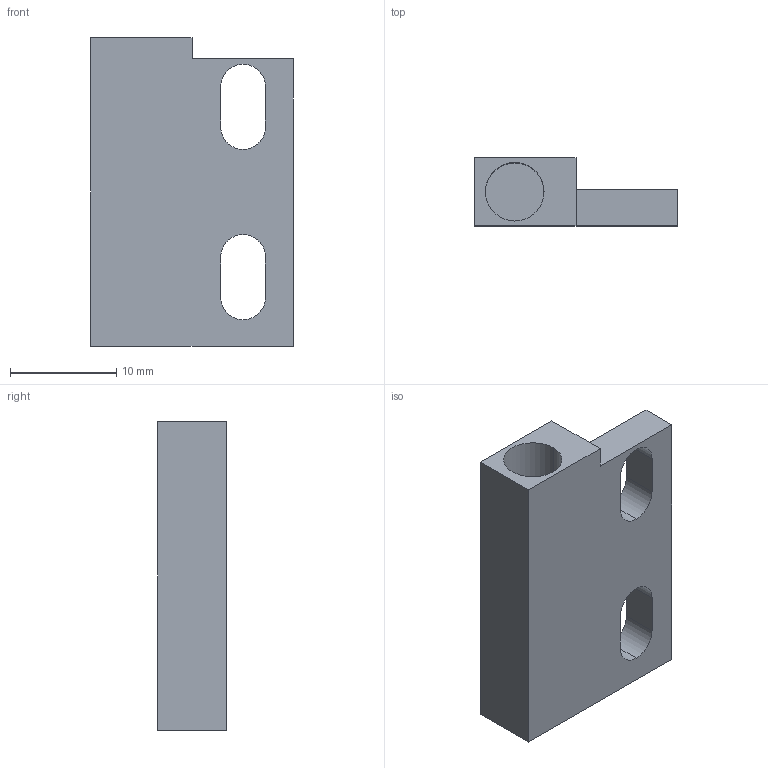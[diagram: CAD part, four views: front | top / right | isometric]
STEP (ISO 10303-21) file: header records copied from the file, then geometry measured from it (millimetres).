
FILE_DESCRIPTION (( 'STEP AP214' ), '1' );
FILE_NAME ('M304.STEP', '2021-12-30T09:24:15', ( '' ), ( '' ), 'SwSTEP 2.0', 'SolidWorks 2021', '' );
FILE_SCHEMA (( 'AUTOMOTIVE_DESIGN' ));
Length unit declared in the file: millimetre
Products named in the file (2): Corpo_0-7; M304
Assembly tree (1 placements, depth 2):
  M304
    Corpo_0-7
Bounding box: 19 x 6.4 x 29 mm (x, y, z)
Volume: 1791.1 mm3; surface area: 2110.1 mm2
Topology: 1 solids, 1 shells, 22 faces, 57 edges, 38 vertices
Faces by surface type: plane 14, cylinder 8
Entity records: 751 total; most frequent: DIRECTION 125, CARTESIAN_POINT 121, ORIENTED_EDGE 114, EDGE_CURVE 57, AXIS2_PLACEMENT_3D 42, VECTOR 41, LINE 41, VERTEX_POINT 38
